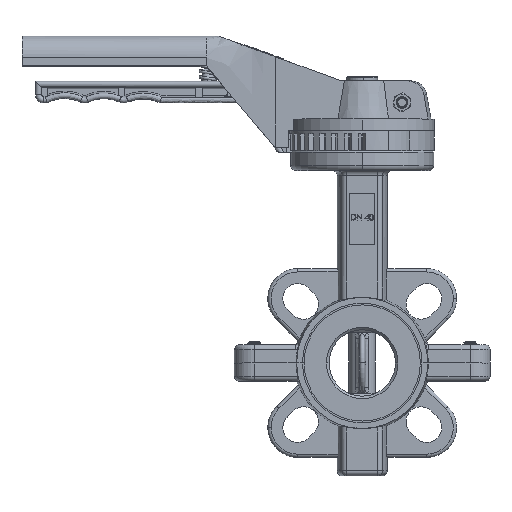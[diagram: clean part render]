
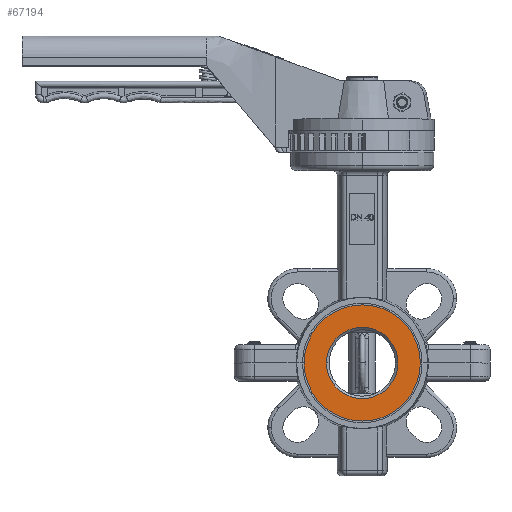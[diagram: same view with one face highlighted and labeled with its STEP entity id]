
A CAD part, top view. The second image highlights one B-rep face of the part: STEP entity #67194.
In plain terms, the highlighted planar face has unit normal (0, 0, 1).
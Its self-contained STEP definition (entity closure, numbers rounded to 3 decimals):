
#376 = ORIENTED_EDGE ( 'NONE', *, *, #20412, .F. ) ;
#497 = DIRECTION ( 'NONE',  ( 1., 0., 0. ) ) ;
#1407 = DIRECTION ( 'NONE',  ( 0., 0., 1. ) ) ;
#3093 = DIRECTION ( 'NONE',  ( 1., 0., 0. ) ) ;
#3493 = CIRCLE ( 'NONE', #76124, 35. ) ;
#4668 = DIRECTION ( 'NONE',  ( 1., 0., 0. ) ) ;
#4863 = CIRCLE ( 'NONE', #61874, 21.5 ) ;
#10366 = CIRCLE ( 'NONE', #31814, 35. ) ;
#14506 = ORIENTED_EDGE ( 'NONE', *, *, #31364, .T. ) ;
#19331 = CARTESIAN_POINT ( 'NONE',  ( -21.5, 0., 16.5 ) ) ;
#20412 = EDGE_CURVE ( 'NONE', #20939, #46248, #58991, .T. ) ;
#20939 = VERTEX_POINT ( 'NONE', #42078 ) ;
#22743 = CARTESIAN_POINT ( 'NONE',  ( 0., 0., 16.5 ) ) ;
#28230 = FACE_OUTER_BOUND ( 'NONE', #52453, .T. ) ;
#31364 = EDGE_CURVE ( 'NONE', #70354, #42713, #3493, .T. ) ;
#31814 = AXIS2_PLACEMENT_3D ( 'NONE', #42022, #1407, #497 ) ;
#32111 = AXIS2_PLACEMENT_3D ( 'NONE', #55014, #48373, #63442 ) ;
#32798 = DIRECTION ( 'NONE',  ( 0., 0., 1. ) ) ;
#37927 = ORIENTED_EDGE ( 'NONE', *, *, #66642, .F. ) ;
#41638 = FACE_BOUND ( 'NONE', #48429, .T. ) ;
#42022 = CARTESIAN_POINT ( 'NONE',  ( 0., 0., 16.5 ) ) ;
#42078 = CARTESIAN_POINT ( 'NONE',  ( 21.5, 0., 16.5 ) ) ;
#42713 = VERTEX_POINT ( 'NONE', #53710 ) ;
#43324 = DIRECTION ( 'NONE',  ( 0., 0., 1. ) ) ;
#43843 = EDGE_CURVE ( 'NONE', #42713, #70354, #10366, .T. ) ;
#46248 = VERTEX_POINT ( 'NONE', #19331 ) ;
#48373 = DIRECTION ( 'NONE',  ( 0., 0., -1. ) ) ;
#48429 = EDGE_LOOP ( 'NONE', ( #376, #37927 ) ) ;
#48698 = CARTESIAN_POINT ( 'NONE',  ( 0., 0., 16.5 ) ) ;
#52453 = EDGE_LOOP ( 'NONE', ( #14506, #83033 ) ) ;
#53710 = CARTESIAN_POINT ( 'NONE',  ( -35., 0., 16.5 ) ) ;
#55014 = CARTESIAN_POINT ( 'NONE',  ( 0., 35., 16.5 ) ) ;
#58991 = CIRCLE ( 'NONE', #87440, 21.5 ) ;
#61519 = DIRECTION ( 'NONE',  ( 1., 0., 0. ) ) ;
#61874 = AXIS2_PLACEMENT_3D ( 'NONE', #48698, #82844, #61519 ) ;
#63442 = DIRECTION ( 'NONE',  ( 0., -1., 0. ) ) ;
#65357 = CARTESIAN_POINT ( 'NONE',  ( 0., 0., 16.5 ) ) ;
#66642 = EDGE_CURVE ( 'NONE', #46248, #20939, #4863, .T. ) ;
#67194 = ADVANCED_FACE ( 'NONE', ( #41638, #28230 ), #82967, .F. ) ;
#70354 = VERTEX_POINT ( 'NONE', #86505 ) ;
#76124 = AXIS2_PLACEMENT_3D ( 'NONE', #22743, #43324, #3093 ) ;
#82844 = DIRECTION ( 'NONE',  ( 0., 0., 1. ) ) ;
#82967 = PLANE ( 'NONE',  #32111 ) ;
#83033 = ORIENTED_EDGE ( 'NONE', *, *, #43843, .T. ) ;
#86505 = CARTESIAN_POINT ( 'NONE',  ( 35., 0., 16.5 ) ) ;
#87440 = AXIS2_PLACEMENT_3D ( 'NONE', #65357, #32798, #4668 ) ;
